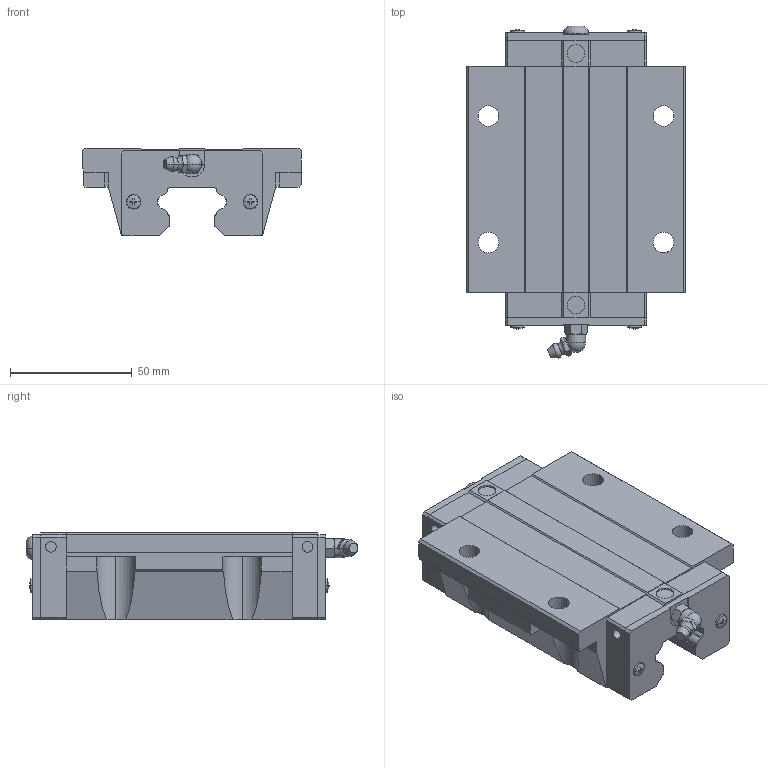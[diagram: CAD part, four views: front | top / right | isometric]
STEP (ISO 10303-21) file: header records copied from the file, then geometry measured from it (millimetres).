
FILE_DESCRIPTION(('STEP AP214'),'1');
FILE_NAME('cctmp_F817D944-62B1-4E10-B36B-15D68B790FBB_2020_4_23_15_39_38_694..stp','2020-04-23T13:39:39',('HIWIN GmbH'),('CADClick - www.CADClick.com'),'Spatial InterOp 3D',' ','unknown authorization');
FILE_SCHEMA(('AUTOMOTIVE_DESIGN'));
Length unit declared in the file: millimetre
Products named in the file (1): QHW30HCZ0H_FILE
Bounding box: 90 x 136.51 x 36 mm (x, y, z)
Volume: 236521.6 mm3; surface area: 40106.1 mm2
Topology: 1 solids, 5 shells, 374 faces, 996 edges, 648 vertices
Faces by surface type: plane 220, cylinder 96, cone 38, torus 18, sphere 2
Entity records: 14992 total; most frequent: CARTESIAN_POINT 2713, ORIENTED_EDGE 1988, DIRECTION 1894, EDGE_CURVE 994, VERTEX_POINT 648, AXIS2_PLACEMENT_3D 641, LINE 612, VECTOR 612
